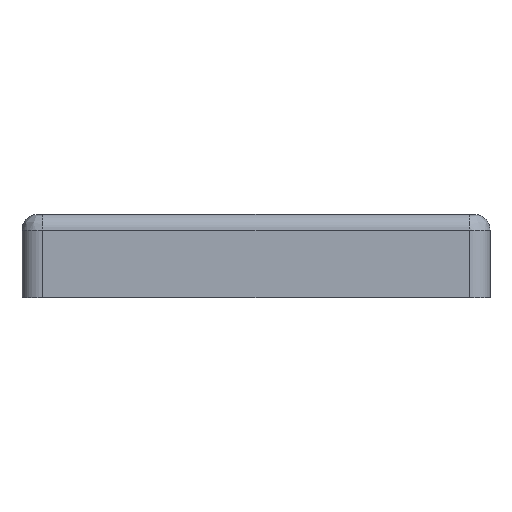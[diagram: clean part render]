
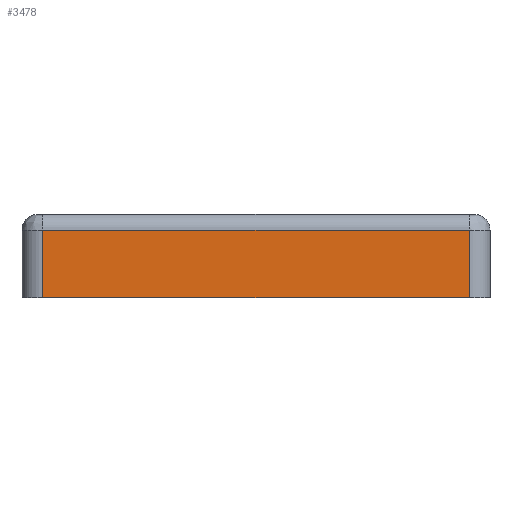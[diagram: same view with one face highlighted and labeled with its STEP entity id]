
A CAD part, front view. The second image highlights one B-rep face of the part: STEP entity #3478.
In plain terms, the highlighted planar face has unit normal (0, -1, 0).
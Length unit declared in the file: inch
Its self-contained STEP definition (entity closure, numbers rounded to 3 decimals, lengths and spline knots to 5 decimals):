
#183 = VECTOR ( 'NONE', #5853, 39.37008 ) ;
#221 = LINE ( 'NONE', #2205, #10438 ) ;
#427 = VECTOR ( 'NONE', #5194, 39.37008 ) ;
#567 = EDGE_LOOP ( 'NONE', ( #9823, #1065, #3160, #4334 ) ) ;
#1065 = ORIENTED_EDGE ( 'NONE', *, *, #5430, .F. ) ;
#2205 = CARTESIAN_POINT ( 'NONE',  ( -1.77165, -1.77165, 0. ) ) ;
#2279 = VERTEX_POINT ( 'NONE', #5863 ) ;
#2307 = VERTEX_POINT ( 'NONE', #6110 ) ;
#2828 = FACE_OUTER_BOUND ( 'NONE', #567, .T. ) ;
#3160 = ORIENTED_EDGE ( 'NONE', *, *, #3196, .F. ) ;
#3196 = EDGE_CURVE ( 'NONE', #2279, #4482, #221, .T. ) ;
#3326 = CARTESIAN_POINT ( 'NONE',  ( 1.61417, -1.77165, 0.51181 ) ) ;
#3478 = ADVANCED_FACE ( 'NONE', ( #2828 ), #9693, .F. ) ;
#3592 = VERTEX_POINT ( 'NONE', #3326 ) ;
#3646 = EDGE_CURVE ( 'NONE', #2307, #3592, #6795, .T. ) ;
#3840 = DIRECTION ( 'NONE',  ( -1., 0., 0. ) ) ;
#4334 = ORIENTED_EDGE ( 'NONE', *, *, #6374, .F. ) ;
#4482 = VERTEX_POINT ( 'NONE', #8079 ) ;
#5182 = CARTESIAN_POINT ( 'NONE',  ( 1.61417, -1.77165, 0.62992 ) ) ;
#5194 = DIRECTION ( 'NONE',  ( 0., 0., -1. ) ) ;
#5430 = EDGE_CURVE ( 'NONE', #4482, #2307, #10253, .T. ) ;
#5703 = AXIS2_PLACEMENT_3D ( 'NONE', #9419, #9352, #9316 ) ;
#5853 = DIRECTION ( 'NONE',  ( 1., 0., 0. ) ) ;
#5863 = CARTESIAN_POINT ( 'NONE',  ( 1.61417, -1.77165, 0. ) ) ;
#6110 = CARTESIAN_POINT ( 'NONE',  ( -1.61417, -1.77165, 0.51181 ) ) ;
#6120 = VECTOR ( 'NONE', #7102, 39.37008 ) ;
#6322 = CARTESIAN_POINT ( 'NONE',  ( -1.77165, -1.77165, 0.51181 ) ) ;
#6374 = EDGE_CURVE ( 'NONE', #3592, #2279, #8891, .T. ) ;
#6795 = LINE ( 'NONE', #6322, #183 ) ;
#7102 = DIRECTION ( 'NONE',  ( 0., 0., 1. ) ) ;
#7187 = CARTESIAN_POINT ( 'NONE',  ( -1.61417, -1.77165, 0.62992 ) ) ;
#8079 = CARTESIAN_POINT ( 'NONE',  ( -1.61417, -1.77165, 0. ) ) ;
#8891 = LINE ( 'NONE', #5182, #427 ) ;
#9316 = DIRECTION ( 'NONE',  ( 0., 0., 1. ) ) ;
#9352 = DIRECTION ( 'NONE',  ( 0., 1., 0. ) ) ;
#9419 = CARTESIAN_POINT ( 'NONE',  ( -1.77165, -1.77165, 0.62992 ) ) ;
#9693 = PLANE ( 'NONE',  #5703 ) ;
#9823 = ORIENTED_EDGE ( 'NONE', *, *, #3646, .F. ) ;
#10253 = LINE ( 'NONE', #7187, #6120 ) ;
#10438 = VECTOR ( 'NONE', #3840, 39.37008 ) ;
